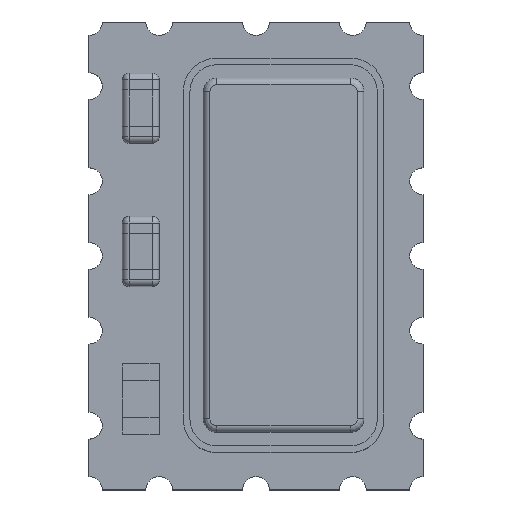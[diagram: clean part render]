
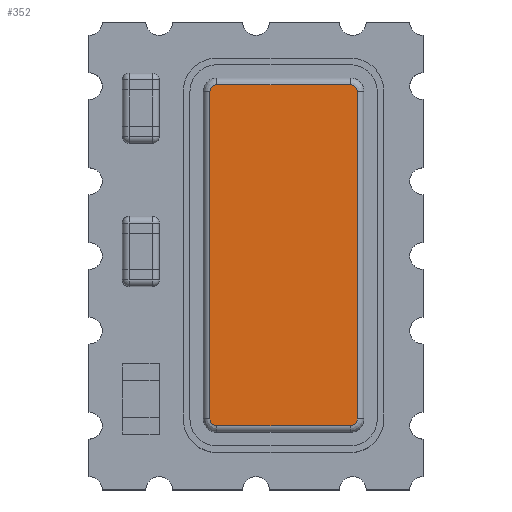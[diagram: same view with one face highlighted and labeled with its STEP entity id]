
A CAD part, top view. The second image highlights one B-rep face of the part: STEP entity #352.
In plain terms, the highlighted planar face has unit normal (0, 0, 1).
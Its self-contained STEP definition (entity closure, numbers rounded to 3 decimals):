
#81=CARTESIAN_POINT('',(-0.589,-2.541,2.0));
#82=VERTEX_POINT('',#81);
#89=CARTESIAN_POINT('',(-0.689,-2.441,2.0));
#90=VERTEX_POINT('',#89);
#91=CARTESIAN_POINT('',(-0.589,-2.441,2.0));
#92=DIRECTION('',(0.0,0.0,1.0));
#93=DIRECTION('',(-0.707,-0.707,0.0));
#94=AXIS2_PLACEMENT_3D('',#91,#92,#93);
#95=CIRCLE('',#94,0.1);
#96=EDGE_CURVE('',#90,#82,#95,.T.);
#120=CARTESIAN_POINT('',(1.414,-2.541,2.0));
#121=VERTEX_POINT('',#120);
#128=CARTESIAN_POINT('',(-0.589,-2.541,2.0));
#129=DIRECTION('',(1.0,0.0,0.0));
#130=VECTOR('',#129,2.003);
#131=LINE('',#128,#130);
#132=EDGE_CURVE('',#82,#121,#131,.T.);
#152=CARTESIAN_POINT('',(1.514,-2.441,2.0));
#153=VERTEX_POINT('',#152);
#160=CARTESIAN_POINT('',(1.414,-2.441,2.0));
#161=DIRECTION('',(0.0,0.0,1.));
#162=DIRECTION('',(0.707,-0.707,0.0));
#163=AXIS2_PLACEMENT_3D('',#160,#161,#162);
#164=CIRCLE('',#163,0.1);
#165=EDGE_CURVE('',#121,#153,#164,.T.);
#184=CARTESIAN_POINT('',(1.514,2.459,2.0));
#185=VERTEX_POINT('',#184);
#192=CARTESIAN_POINT('',(1.514,-2.441,2.0));
#193=DIRECTION('',(0.0,1.0,0.0));
#194=VECTOR('',#193,4.9);
#195=LINE('',#192,#194);
#196=EDGE_CURVE('',#153,#185,#195,.T.);
#216=CARTESIAN_POINT('',(1.414,2.559,2.0));
#217=VERTEX_POINT('',#216);
#224=CARTESIAN_POINT('',(1.414,2.459,2.0));
#225=DIRECTION('',(0.0,0.0,1.0));
#226=DIRECTION('',(0.707,0.707,0.0));
#227=AXIS2_PLACEMENT_3D('',#224,#225,#226);
#228=CIRCLE('',#227,0.1);
#229=EDGE_CURVE('',#185,#217,#228,.T.);
#248=CARTESIAN_POINT('',(-0.589,2.559,2.0));
#249=VERTEX_POINT('',#248);
#256=CARTESIAN_POINT('',(1.414,2.559,2.0));
#257=DIRECTION('',(-1.0,0.0,0.0));
#258=VECTOR('',#257,2.003);
#259=LINE('',#256,#258);
#260=EDGE_CURVE('',#217,#249,#259,.T.);
#280=CARTESIAN_POINT('',(-0.689,2.459,2.0));
#281=VERTEX_POINT('',#280);
#288=CARTESIAN_POINT('',(-0.589,2.459,2.0));
#289=DIRECTION('',(0.0,0.0,1.));
#290=DIRECTION('',(-0.707,0.707,0.0));
#291=AXIS2_PLACEMENT_3D('',#288,#289,#290);
#292=CIRCLE('',#291,0.1);
#293=EDGE_CURVE('',#249,#281,#292,.T.);
#311=CARTESIAN_POINT('',(-0.689,2.459,2.0));
#312=DIRECTION('',(0.0,-1.0,0.0));
#313=VECTOR('',#312,4.9);
#314=LINE('',#311,#313);
#315=EDGE_CURVE('',#281,#90,#314,.T.);
#337=CARTESIAN_POINT('',(0.413,0.009,2.0));
#338=DIRECTION('',(0.0,0.0,1.0));
#339=DIRECTION('',(0.0,-1.0,0.0));
#340=AXIS2_PLACEMENT_3D('',#337,#338,#339);
#341=PLANE('',#340);
#342=ORIENTED_EDGE('',*,*,#315,.T.);
#343=ORIENTED_EDGE('',*,*,#96,.T.);
#344=ORIENTED_EDGE('',*,*,#132,.T.);
#345=ORIENTED_EDGE('',*,*,#165,.T.);
#346=ORIENTED_EDGE('',*,*,#196,.T.);
#347=ORIENTED_EDGE('',*,*,#229,.T.);
#348=ORIENTED_EDGE('',*,*,#260,.T.);
#349=ORIENTED_EDGE('',*,*,#293,.T.);
#350=EDGE_LOOP('',(#342,#343,#344,#345,#346,#347,#348,#349));
#351=FACE_OUTER_BOUND('',#350,.T.);
#352=ADVANCED_FACE('',(#351),#341,.T.);
